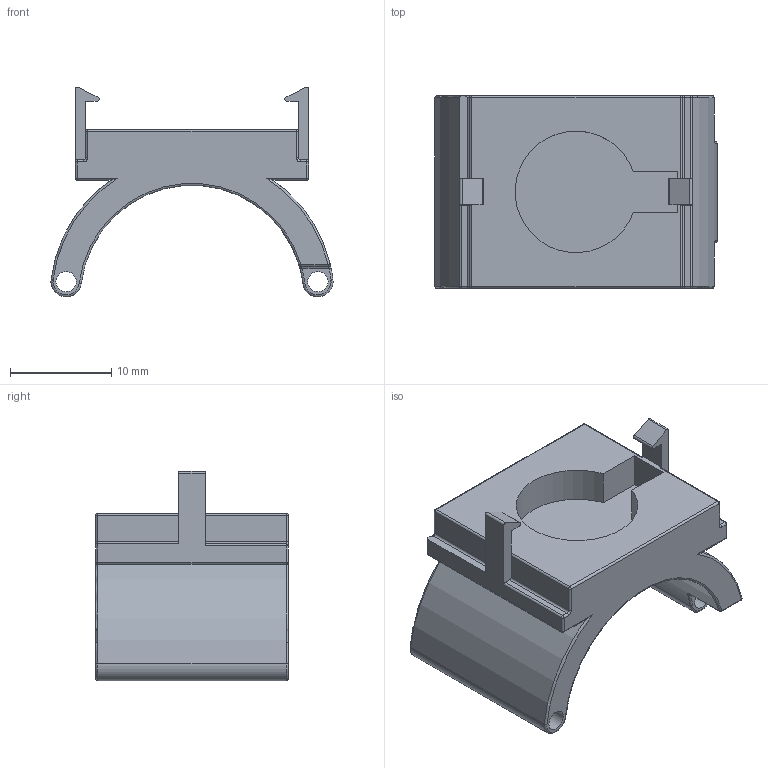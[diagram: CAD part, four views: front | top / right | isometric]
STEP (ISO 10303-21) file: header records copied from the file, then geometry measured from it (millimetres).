
FILE_DESCRIPTION(/* description */ ('STEP AP242','CAx-IF Rec.Pracs.---Representation and Presentation of Product Manufacturing Information (PMI)---4.0---2014-10-13','CAx-IF Rec.Pracs.---3D Tessellated Geometry---0.4---2014-09-14','2;1'),/* implementation_level */ '2;1');
FILE_NAME(/* name */ '62f25ff4a4a18738b4e22a4b',/* time_stamp */ '2022-08-09T13:24:05+00:00',/* author */ (''),/* organization */ (''),/* preprocessor_version */ 'ST-DEVELOPER v18.102',/* originating_system */ ' ',/* authorisation */ ' ');
FILE_SCHEMA (('AP242_MANAGED_MODEL_BASED_3D_ENGINEERING_MIM_LF { 1 0 10303 442 1 1 4 }'));
Length unit declared in the file: metre
Products named in the file (1): Part 1
Bounding box: 27.81 x 19 x 20.67 mm (x, y, z)
Volume: 3178 mm3; surface area: 2731.8 mm2
Topology: 1 solids, 1 shells, 122 faces, 301 edges, 167 vertices
Faces by surface type: cylinder 52, plane 33, torus 18, sphere 15, bspline 4
Full cylindrical faces by diameter (mm): 2 x2
Entity records: 3516 total; most frequent: CARTESIAN_POINT 663, DIRECTION 642, ORIENTED_EDGE 566, EDGE_CURVE 283, AXIS2_PLACEMENT_3D 253, VERTEX_POINT 166, LINE 136, VECTOR 136
